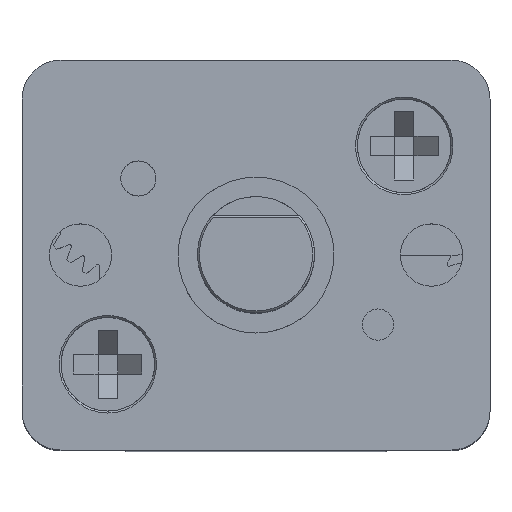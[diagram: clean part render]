
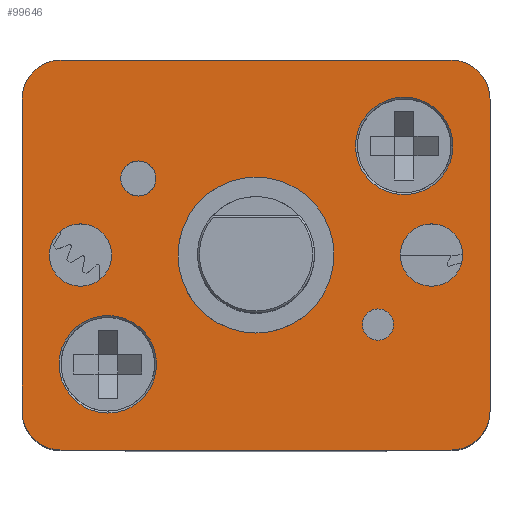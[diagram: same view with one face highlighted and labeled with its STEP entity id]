
A CAD part, top view. The second image highlights one B-rep face of the part: STEP entity #99646.
In plain terms, the highlighted planar face has unit normal (0, 0, 1).
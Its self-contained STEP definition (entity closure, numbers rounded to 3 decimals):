
#288 = VECTOR ( 'NONE', #27178, 1000. ) ;
#517 = VERTEX_POINT ( 'NONE', #130890 ) ;
#1902 = EDGE_LOOP ( 'NONE', ( #45486 ) ) ;
#2022 = ORIENTED_EDGE ( 'NONE', *, *, #95580, .T. ) ;
#2706 = DIRECTION ( 'NONE',  ( 1., 0., 0. ) ) ;
#2769 = DIRECTION ( 'NONE',  ( 0., 0., -1. ) ) ;
#3055 = FACE_BOUND ( 'NONE', #8209, .T. ) ;
#3129 = CIRCLE ( 'NONE', #127395, 0.8 ) ;
#4154 = CARTESIAN_POINT ( 'NONE',  ( -5., 5., 12.5 ) ) ;
#5656 = CARTESIAN_POINT ( 'NONE',  ( 5., 4., 12.5 ) ) ;
#6290 = EDGE_LOOP ( 'NONE', ( #148459 ) ) ;
#7902 = AXIS2_PLACEMENT_3D ( 'NONE', #47697, #130229, #2706 ) ;
#8209 = EDGE_LOOP ( 'NONE', ( #18524 ) ) ;
#8248 = VECTOR ( 'NONE', #99699, 1000. ) ;
#10120 = EDGE_CURVE ( 'NONE', #66195, #59866, #112451, .T. ) ;
#10815 = CARTESIAN_POINT ( 'NONE',  ( 6., -4., 12.5 ) ) ;
#11958 = DIRECTION ( 'NONE',  ( 0., 0., -1. ) ) ;
#12103 = AXIS2_PLACEMENT_3D ( 'NONE', #5656, #86001, #143925 ) ;
#13578 = CARTESIAN_POINT ( 'NONE',  ( -5.05, -2.8, 12.5 ) ) ;
#14888 = CARTESIAN_POINT ( 'NONE',  ( -4.5, 0., 12.5 ) ) ;
#15611 = LINE ( 'NONE', #135604, #8248 ) ;
#16464 = AXIS2_PLACEMENT_3D ( 'NONE', #45741, #23720, #57498 ) ;
#16582 = DIRECTION ( 'NONE',  ( -1., 0., 0. ) ) ;
#17420 = CARTESIAN_POINT ( 'NONE',  ( 5., -5., 12.5 ) ) ;
#18524 = ORIENTED_EDGE ( 'NONE', *, *, #147854, .T. ) ;
#19950 = DIRECTION ( 'NONE',  ( 0., -1., 0. ) ) ;
#21615 = CARTESIAN_POINT ( 'NONE',  ( 6., 4., 12.5 ) ) ;
#23720 = DIRECTION ( 'NONE',  ( 0., 0., -1. ) ) ;
#25459 = CARTESIAN_POINT ( 'NONE',  ( 6., -5., 12.5 ) ) ;
#26793 = FACE_BOUND ( 'NONE', #34599, .T. ) ;
#26997 = DIRECTION ( 'NONE',  ( -1., 0., 0. ) ) ;
#27133 = DIRECTION ( 'NONE',  ( 0., 0., -1. ) ) ;
#27178 = DIRECTION ( 'NONE',  ( 1., 0., 0. ) ) ;
#27294 = ORIENTED_EDGE ( 'NONE', *, *, #77936, .F. ) ;
#28018 = AXIS2_PLACEMENT_3D ( 'NONE', #28983, #87847, #40758 ) ;
#28983 = CARTESIAN_POINT ( 'NONE',  ( -5., -4., 12.5 ) ) ;
#29510 = DIRECTION ( 'NONE',  ( 1., 0., 0. ) ) ;
#29814 = VERTEX_POINT ( 'NONE', #50878 ) ;
#31054 = DIRECTION ( 'NONE',  ( 0., 0., -1. ) ) ;
#34152 = FACE_BOUND ( 'NONE', #1902, .T. ) ;
#34599 = EDGE_LOOP ( 'NONE', ( #90404 ) ) ;
#35527 = ORIENTED_EDGE ( 'NONE', *, *, #113279, .T. ) ;
#36026 = CARTESIAN_POINT ( 'NONE',  ( 4.5, 0., 12.5 ) ) ;
#37908 = DIRECTION ( 'NONE',  ( 1., 0., 0. ) ) ;
#38059 = EDGE_LOOP ( 'NONE', ( #135103, #27294, #116902, #73884, #110899, #92200, #127326, #80353 ) ) ;
#40187 = VECTOR ( 'NONE', #26997, 1000. ) ;
#40317 = CIRCLE ( 'NONE', #28018, 1. ) ;
#40744 = VERTEX_POINT ( 'NONE', #136342 ) ;
#40758 = DIRECTION ( 'NONE',  ( 1., 0., 0. ) ) ;
#43246 = FACE_OUTER_BOUND ( 'NONE', #38059, .T. ) ;
#43452 = CIRCLE ( 'NONE', #12103, 1. ) ;
#45486 = ORIENTED_EDGE ( 'NONE', *, *, #74195, .T. ) ;
#45741 = CARTESIAN_POINT ( 'NONE',  ( -3.017, 1.964, 12.5 ) ) ;
#47697 = CARTESIAN_POINT ( 'NONE',  ( 5., -4., 12.5 ) ) ;
#49833 = AXIS2_PLACEMENT_3D ( 'NONE', #14888, #27133, #37908 ) ;
#49902 = EDGE_CURVE ( 'NONE', #66505, #66505, #115385, .T. ) ;
#50878 = CARTESIAN_POINT ( 'NONE',  ( 5.3, 0., 12.5 ) ) ;
#57498 = DIRECTION ( 'NONE',  ( 1., 0., 0. ) ) ;
#57896 = FACE_BOUND ( 'NONE', #101042, .T. ) ;
#58606 = CIRCLE ( 'NONE', #117803, 0.4 ) ;
#59866 = VERTEX_POINT ( 'NONE', #17420 ) ;
#60642 = CARTESIAN_POINT ( 'NONE',  ( 2.55, 2.8, 12.5 ) ) ;
#61507 = VERTEX_POINT ( 'NONE', #68905 ) ;
#62100 = VERTEX_POINT ( 'NONE', #94825 ) ;
#62392 = CARTESIAN_POINT ( 'NONE',  ( -5., -5., 12.5 ) ) ;
#66195 = VERTEX_POINT ( 'NONE', #10815 ) ;
#66374 = VERTEX_POINT ( 'NONE', #108786 ) ;
#66505 = VERTEX_POINT ( 'NONE', #81646 ) ;
#68905 = CARTESIAN_POINT ( 'NONE',  ( -6., 4., 12.5 ) ) ;
#71251 = AXIS2_PLACEMENT_3D ( 'NONE', #72743, #95325, #83038 ) ;
#72743 = CARTESIAN_POINT ( 'NONE',  ( 0., 0., 12.5 ) ) ;
#72905 = CARTESIAN_POINT ( 'NONE',  ( 3.528, -1.782, 12.5 ) ) ;
#73546 = EDGE_CURVE ( 'NONE', #62100, #76620, #43452, .T. ) ;
#73884 = ORIENTED_EDGE ( 'NONE', *, *, #10120, .F. ) ;
#74195 = EDGE_CURVE ( 'NONE', #134337, #134337, #120154, .T. ) ;
#74913 = EDGE_CURVE ( 'NONE', #76620, #66195, #97619, .T. ) ;
#76256 = FACE_BOUND ( 'NONE', #76534, .T. ) ;
#76534 = EDGE_LOOP ( 'NONE', ( #2022 ) ) ;
#76620 = VERTEX_POINT ( 'NONE', #21615 ) ;
#77425 = VECTOR ( 'NONE', #19950, 1000. ) ;
#77936 = EDGE_CURVE ( 'NONE', #124199, #40744, #40317, .T. ) ;
#78013 = FACE_BOUND ( 'NONE', #6290, .T. ) ;
#80353 = ORIENTED_EDGE ( 'NONE', *, *, #127227, .F. ) ;
#81527 = CIRCLE ( 'NONE', #71251, 2. ) ;
#81646 = CARTESIAN_POINT ( 'NONE',  ( -3.7, 0., 12.5 ) ) ;
#83038 = DIRECTION ( 'NONE',  ( -1., 0., 0. ) ) ;
#86001 = DIRECTION ( 'NONE',  ( 0., 0., -1. ) ) ;
#86709 = CARTESIAN_POINT ( 'NONE',  ( -3.8, -2.8, 12.5 ) ) ;
#87390 = CARTESIAN_POINT ( 'NONE',  ( 3.128, -1.782, 12.5 ) ) ;
#87847 = DIRECTION ( 'NONE',  ( 0., 0., -1. ) ) ;
#90086 = CARTESIAN_POINT ( 'NONE',  ( 6., 5., 12.5 ) ) ;
#90157 = EDGE_LOOP ( 'NONE', ( #35527 ) ) ;
#90367 = CIRCLE ( 'NONE', #121359, 1. ) ;
#90404 = ORIENTED_EDGE ( 'NONE', *, *, #90825, .T. ) ;
#90825 = EDGE_CURVE ( 'NONE', #29814, #29814, #3129, .T. ) ;
#92200 = ORIENTED_EDGE ( 'NONE', *, *, #73546, .F. ) ;
#93863 = VERTEX_POINT ( 'NONE', #72905 ) ;
#94825 = CARTESIAN_POINT ( 'NONE',  ( 5., 5., 12.5 ) ) ;
#95325 = DIRECTION ( 'NONE',  ( 0., 0., -1. ) ) ;
#95580 = EDGE_CURVE ( 'NONE', #517, #517, #81527, .T. ) ;
#96448 = FACE_BOUND ( 'NONE', #90157, .T. ) ;
#97619 = LINE ( 'NONE', #90086, #77425 ) ;
#98816 = LINE ( 'NONE', #25459, #40187 ) ;
#99172 = DIRECTION ( 'NONE',  ( 0., 0., -1. ) ) ;
#99646 = ADVANCED_FACE ( 'NONE', ( #96448, #34152, #57896, #3055, #78013, #26793, #76256, #43246 ), #118970, .F. ) ;
#99699 = DIRECTION ( 'NONE',  ( 0., 1., 0. ) ) ;
#100601 = CIRCLE ( 'NONE', #16464, 0.45 ) ;
#101042 = EDGE_LOOP ( 'NONE', ( #113849 ) ) ;
#104350 = CARTESIAN_POINT ( 'NONE',  ( -5., 4., 12.5 ) ) ;
#105170 = AXIS2_PLACEMENT_3D ( 'NONE', #107159, #2769, #130792 ) ;
#106952 = EDGE_CURVE ( 'NONE', #151397, #62100, #124859, .T. ) ;
#107159 = CARTESIAN_POINT ( 'NONE',  ( -6., 5., 12.5 ) ) ;
#107439 = EDGE_CURVE ( 'NONE', #59866, #124199, #98816, .T. ) ;
#108786 = CARTESIAN_POINT ( 'NONE',  ( -2.567, 1.964, 12.5 ) ) ;
#110899 = ORIENTED_EDGE ( 'NONE', *, *, #74913, .F. ) ;
#112451 = CIRCLE ( 'NONE', #7902, 1. ) ;
#113279 = EDGE_CURVE ( 'NONE', #128766, #128766, #137823, .T. ) ;
#113849 = ORIENTED_EDGE ( 'NONE', *, *, #114169, .T. ) ;
#114169 = EDGE_CURVE ( 'NONE', #66374, #66374, #100601, .T. ) ;
#115385 = CIRCLE ( 'NONE', #49833, 0.8 ) ;
#116152 = DIRECTION ( 'NONE',  ( 0., 0., -1. ) ) ;
#116902 = ORIENTED_EDGE ( 'NONE', *, *, #107439, .F. ) ;
#117803 = AXIS2_PLACEMENT_3D ( 'NONE', #87390, #99172, #29510 ) ;
#117958 = DIRECTION ( 'NONE',  ( 1., 0., 0. ) ) ;
#118970 = PLANE ( 'NONE',  #105170 ) ;
#120154 = CIRCLE ( 'NONE', #133940, 1.25 ) ;
#121359 = AXIS2_PLACEMENT_3D ( 'NONE', #104350, #116152, #127959 ) ;
#124199 = VERTEX_POINT ( 'NONE', #62392 ) ;
#124859 = LINE ( 'NONE', #134725, #288 ) ;
#127227 = EDGE_CURVE ( 'NONE', #61507, #151397, #90367, .T. ) ;
#127326 = ORIENTED_EDGE ( 'NONE', *, *, #106952, .F. ) ;
#127395 = AXIS2_PLACEMENT_3D ( 'NONE', #36026, #11958, #117958 ) ;
#127959 = DIRECTION ( 'NONE',  ( 1., 0., 0. ) ) ;
#128595 = EDGE_CURVE ( 'NONE', #40744, #61507, #15611, .T. ) ;
#128766 = VERTEX_POINT ( 'NONE', #13578 ) ;
#130229 = DIRECTION ( 'NONE',  ( 0., 0., -1. ) ) ;
#130792 = DIRECTION ( 'NONE',  ( 1., 0., 0. ) ) ;
#130890 = CARTESIAN_POINT ( 'NONE',  ( -2., 0., 12.5 ) ) ;
#133940 = AXIS2_PLACEMENT_3D ( 'NONE', #147311, #31054, #137080 ) ;
#134337 = VERTEX_POINT ( 'NONE', #60642 ) ;
#134725 = CARTESIAN_POINT ( 'NONE',  ( -6., 5., 12.5 ) ) ;
#134891 = DIRECTION ( 'NONE',  ( 0., 0., -1. ) ) ;
#135103 = ORIENTED_EDGE ( 'NONE', *, *, #128595, .F. ) ;
#135604 = CARTESIAN_POINT ( 'NONE',  ( -6., -5., 12.5 ) ) ;
#136342 = CARTESIAN_POINT ( 'NONE',  ( -6., -4., 12.5 ) ) ;
#137080 = DIRECTION ( 'NONE',  ( -1., 0., 0. ) ) ;
#137823 = CIRCLE ( 'NONE', #140951, 1.25 ) ;
#140951 = AXIS2_PLACEMENT_3D ( 'NONE', #86709, #134891, #16582 ) ;
#143925 = DIRECTION ( 'NONE',  ( 1., 0., 0. ) ) ;
#147311 = CARTESIAN_POINT ( 'NONE',  ( 3.8, 2.8, 12.5 ) ) ;
#147854 = EDGE_CURVE ( 'NONE', #93863, #93863, #58606, .T. ) ;
#148459 = ORIENTED_EDGE ( 'NONE', *, *, #49902, .T. ) ;
#151397 = VERTEX_POINT ( 'NONE', #4154 ) ;
